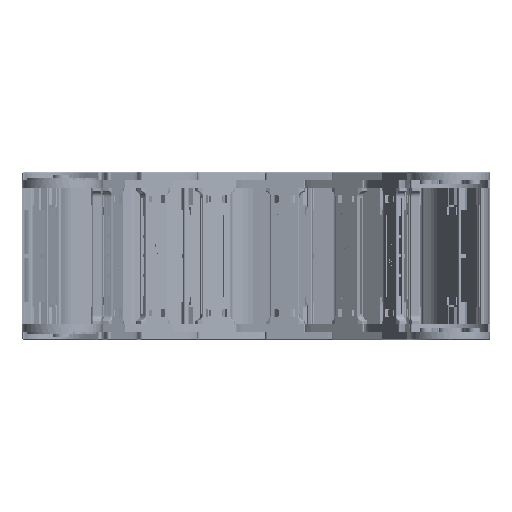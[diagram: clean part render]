
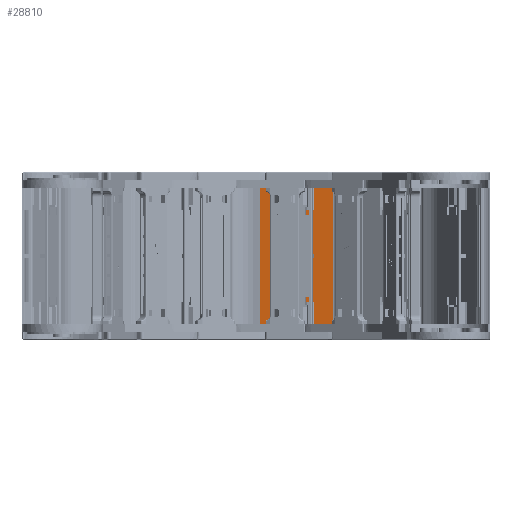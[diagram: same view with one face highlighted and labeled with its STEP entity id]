
A CAD part, left-side view. The second image highlights one B-rep face of the part: STEP entity #28810.
In plain terms, the highlighted face is planar.
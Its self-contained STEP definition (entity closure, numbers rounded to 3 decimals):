
#239 = EDGE_CURVE ( 'NONE', #21302, #30166, #31569, .T. ) ;
#927 = CARTESIAN_POINT ( 'NONE',  ( 4.49, -39.416, -117.805 ) ) ;
#965 = VECTOR ( 'NONE', #13977, 1000. ) ;
#1514 = DIRECTION ( 'NONE',  ( 0., 0., 1. ) ) ;
#1570 = DIRECTION ( 'NONE',  ( -1., 0., 0. ) ) ;
#2032 = VERTEX_POINT ( 'NONE', #19128 ) ;
#3239 = LINE ( 'NONE', #10979, #5225 ) ;
#3271 = ORIENTED_EDGE ( 'NONE', *, *, #40178, .T. ) ;
#3572 = ORIENTED_EDGE ( 'NONE', *, *, #10089, .T. ) ;
#4019 = VERTEX_POINT ( 'NONE', #15823 ) ;
#4570 = CARTESIAN_POINT ( 'NONE',  ( -33.072, -39.416, -235.455 ) ) ;
#4767 = CARTESIAN_POINT ( 'NONE',  ( 24.49, -39.416, -235.455 ) ) ;
#5015 = DIRECTION ( 'NONE',  ( 0., 0., 1. ) ) ;
#5225 = VECTOR ( 'NONE', #1570, 1000. ) ;
#5331 = EDGE_CURVE ( 'NONE', #6998, #33524, #31397, .T. ) ;
#5391 = VECTOR ( 'NONE', #20330, 1000. ) ;
#5657 = CARTESIAN_POINT ( 'NONE',  ( 18.49, -39.416, -95.055 ) ) ;
#5937 = LINE ( 'NONE', #29621, #965 ) ;
#6022 = ORIENTED_EDGE ( 'NONE', *, *, #26647, .T. ) ;
#6150 = VECTOR ( 'NONE', #33329, 1000. ) ;
#6197 = EDGE_LOOP ( 'NONE', ( #3271, #38674, #25392, #29396 ) ) ;
#6318 = CARTESIAN_POINT ( 'NONE',  ( -13.51, -39.416, -235.455 ) ) ;
#6508 = VERTEX_POINT ( 'NONE', #23498 ) ;
#6610 = VERTEX_POINT ( 'NONE', #5657 ) ;
#6935 = VERTEX_POINT ( 'NONE', #4570 ) ;
#6998 = VERTEX_POINT ( 'NONE', #29600 ) ;
#7006 = FACE_BOUND ( 'NONE', #6197, .T. ) ;
#7122 = DIRECTION ( 'NONE',  ( 0., 0., -1. ) ) ;
#7540 = DIRECTION ( 'NONE',  ( -1., 0., 0. ) ) ;
#7559 = EDGE_CURVE ( 'NONE', #9081, #4019, #33765, .T. ) ;
#8156 = CARTESIAN_POINT ( 'NONE',  ( 18.49, -39.416, -212.735 ) ) ;
#8157 = EDGE_CURVE ( 'NONE', #6508, #39391, #8956, .T. ) ;
#8956 = LINE ( 'NONE', #38426, #11453 ) ;
#9081 = VERTEX_POINT ( 'NONE', #20653 ) ;
#9241 = CARTESIAN_POINT ( 'NONE',  ( -12.51, -39.416, -166.82 ) ) ;
#9347 = ORIENTED_EDGE ( 'NONE', *, *, #13999, .T. ) ;
#9387 = EDGE_CURVE ( 'NONE', #21302, #38930, #5937, .T. ) ;
#9780 = ORIENTED_EDGE ( 'NONE', *, *, #39652, .F. ) ;
#10089 = EDGE_CURVE ( 'NONE', #2032, #6508, #23175, .T. ) ;
#10235 = DIRECTION ( 'NONE',  ( 0., 0., 1. ) ) ;
#10297 = CARTESIAN_POINT ( 'NONE',  ( 17.49, -39.416, -23.799 ) ) ;
#10427 = DIRECTION ( 'NONE',  ( 0., 0., -1. ) ) ;
#10979 = CARTESIAN_POINT ( 'NONE',  ( 24.49, -39.416, -95.055 ) ) ;
#11197 = CARTESIAN_POINT ( 'NONE',  ( 24.49, -39.416, -163.32 ) ) ;
#11453 = VECTOR ( 'NONE', #38697, 1000. ) ;
#11657 = ORIENTED_EDGE ( 'NONE', *, *, #35220, .T. ) ;
#12968 = EDGE_CURVE ( 'NONE', #38282, #4019, #37440, .T. ) ;
#12978 = VECTOR ( 'NONE', #29515, 1000. ) ;
#13080 = VECTOR ( 'NONE', #27169, 1000. ) ;
#13244 = VERTEX_POINT ( 'NONE', #28492 ) ;
#13567 = LINE ( 'NONE', #38941, #22001 ) ;
#13762 = LINE ( 'NONE', #35429, #21193 ) ;
#13977 = DIRECTION ( 'NONE',  ( 1., 0., 0. ) ) ;
#13985 = ORIENTED_EDGE ( 'NONE', *, *, #5331, .T. ) ;
#13999 = EDGE_CURVE ( 'NONE', #6935, #15706, #13762, .T. ) ;
#14055 = VERTEX_POINT ( 'NONE', #35845 ) ;
#14519 = CARTESIAN_POINT ( 'NONE',  ( -13.51, -39.416, -212.735 ) ) ;
#14687 = DIRECTION ( 'NONE',  ( 0., 0., -1. ) ) ;
#14851 = ORIENTED_EDGE ( 'NONE', *, *, #30287, .T. ) ;
#15706 = VERTEX_POINT ( 'NONE', #23247 ) ;
#15823 = CARTESIAN_POINT ( 'NONE',  ( 17.49, -39.416, -166.82 ) ) ;
#16346 = EDGE_CURVE ( 'NONE', #14055, #38282, #39364, .T. ) ;
#17019 = LINE ( 'NONE', #11197, #6150 ) ;
#17143 = CARTESIAN_POINT ( 'NONE',  ( 43.49, -39.416, -43.799 ) ) ;
#18191 = VECTOR ( 'NONE', #14687, 1000. ) ;
#18420 = LINE ( 'NONE', #23903, #21406 ) ;
#18538 = VECTOR ( 'NONE', #7122, 1000. ) ;
#18818 = AXIS2_PLACEMENT_3D ( 'NONE', #21526, #21255, #27759 ) ;
#19097 = VECTOR ( 'NONE', #30049, 1000. ) ;
#19128 = CARTESIAN_POINT ( 'NONE',  ( 43.49, -39.416, -95.055 ) ) ;
#20330 = DIRECTION ( 'NONE',  ( 0., 0., -1. ) ) ;
#20380 = ORIENTED_EDGE ( 'NONE', *, *, #8157, .T. ) ;
#20618 = CARTESIAN_POINT ( 'NONE',  ( 24.49, -39.416, -166.82 ) ) ;
#20653 = CARTESIAN_POINT ( 'NONE',  ( 17.49, -39.416, -163.32 ) ) ;
#20770 = CARTESIAN_POINT ( 'NONE',  ( 18.49, -39.416, -95.055 ) ) ;
#20827 = ORIENTED_EDGE ( 'NONE', *, *, #239, .T. ) ;
#21193 = VECTOR ( 'NONE', #10235, 1000. ) ;
#21255 = DIRECTION ( 'NONE',  ( 0., -1., 0. ) ) ;
#21302 = VERTEX_POINT ( 'NONE', #14519 ) ;
#21406 = VECTOR ( 'NONE', #1514, 1000. ) ;
#21512 = LINE ( 'NONE', #4767, #13080 ) ;
#21526 = CARTESIAN_POINT ( 'NONE',  ( 24.49, -39.416, -43.799 ) ) ;
#22001 = VECTOR ( 'NONE', #7540, 1000. ) ;
#23175 = LINE ( 'NONE', #17143, #5391 ) ;
#23247 = CARTESIAN_POINT ( 'NONE',  ( -33.072, -39.416, -95.055 ) ) ;
#23318 = DIRECTION ( 'NONE',  ( 1., 0., 0. ) ) ;
#23498 = CARTESIAN_POINT ( 'NONE',  ( 43.49, -39.416, -235.455 ) ) ;
#23799 = FACE_OUTER_BOUND ( 'NONE', #37599, .T. ) ;
#23903 = CARTESIAN_POINT ( 'NONE',  ( 18.49, -39.416, -210.735 ) ) ;
#24057 = CARTESIAN_POINT ( 'NONE',  ( -13.51, -39.416, -117.805 ) ) ;
#25314 = VECTOR ( 'NONE', #5015, 1000. ) ;
#25392 = ORIENTED_EDGE ( 'NONE', *, *, #12968, .T. ) ;
#25935 = CARTESIAN_POINT ( 'NONE',  ( -12.51, -39.416, -23.799 ) ) ;
#26477 = CARTESIAN_POINT ( 'NONE',  ( -13.51, -39.416, -119.805 ) ) ;
#26647 = EDGE_CURVE ( 'NONE', #30166, #6935, #21512, .T. ) ;
#27020 = EDGE_CURVE ( 'NONE', #6998, #15706, #13567, .T. ) ;
#27169 = DIRECTION ( 'NONE',  ( -1., 0., 0. ) ) ;
#27759 = DIRECTION ( 'NONE',  ( -1., 0., 0. ) ) ;
#28492 = CARTESIAN_POINT ( 'NONE',  ( 18.49, -39.416, -117.805 ) ) ;
#28810 = ADVANCED_FACE ( 'NONE', ( #23799, #7006 ), #37082, .F. ) ;
#29396 = ORIENTED_EDGE ( 'NONE', *, *, #7559, .F. ) ;
#29515 = DIRECTION ( 'NONE',  ( 0., 0., -1. ) ) ;
#29600 = CARTESIAN_POINT ( 'NONE',  ( -13.51, -39.416, -95.055 ) ) ;
#29621 = CARTESIAN_POINT ( 'NONE',  ( 24.49, -39.416, -212.735 ) ) ;
#30049 = DIRECTION ( 'NONE',  ( 1., 0., 0. ) ) ;
#30166 = VERTEX_POINT ( 'NONE', #6318 ) ;
#30287 = EDGE_CURVE ( 'NONE', #33524, #13244, #33181, .T. ) ;
#30907 = CARTESIAN_POINT ( 'NONE',  ( 18.49, -39.416, -235.455 ) ) ;
#31397 = LINE ( 'NONE', #26477, #35395 ) ;
#31569 = LINE ( 'NONE', #37406, #18191 ) ;
#31681 = ORIENTED_EDGE ( 'NONE', *, *, #9387, .F. ) ;
#33181 = LINE ( 'NONE', #927, #34183 ) ;
#33329 = DIRECTION ( 'NONE',  ( -1., 0., 0. ) ) ;
#33524 = VERTEX_POINT ( 'NONE', #24057 ) ;
#33725 = LINE ( 'NONE', #20770, #25314 ) ;
#33765 = LINE ( 'NONE', #10297, #12978 ) ;
#34183 = VECTOR ( 'NONE', #23318, 1000. ) ;
#35220 = EDGE_CURVE ( 'NONE', #13244, #6610, #33725, .T. ) ;
#35395 = VECTOR ( 'NONE', #10427, 1000. ) ;
#35429 = CARTESIAN_POINT ( 'NONE',  ( -33.072, -39.416, -43.799 ) ) ;
#35845 = CARTESIAN_POINT ( 'NONE',  ( -12.51, -39.416, -163.32 ) ) ;
#37031 = ORIENTED_EDGE ( 'NONE', *, *, #40917, .T. ) ;
#37082 = PLANE ( 'NONE',  #18818 ) ;
#37406 = CARTESIAN_POINT ( 'NONE',  ( -13.51, -39.416, -235.455 ) ) ;
#37440 = LINE ( 'NONE', #20618, #19097 ) ;
#37599 = EDGE_LOOP ( 'NONE', ( #3572, #20380, #37031, #31681, #20827, #6022, #9347, #37798, #13985, #14851, #11657, #9780 ) ) ;
#37798 = ORIENTED_EDGE ( 'NONE', *, *, #27020, .F. ) ;
#38282 = VERTEX_POINT ( 'NONE', #9241 ) ;
#38426 = CARTESIAN_POINT ( 'NONE',  ( 24.49, -39.416, -235.455 ) ) ;
#38674 = ORIENTED_EDGE ( 'NONE', *, *, #16346, .T. ) ;
#38697 = DIRECTION ( 'NONE',  ( -1., 0., 0. ) ) ;
#38930 = VERTEX_POINT ( 'NONE', #8156 ) ;
#38941 = CARTESIAN_POINT ( 'NONE',  ( 24.49, -39.416, -95.055 ) ) ;
#39364 = LINE ( 'NONE', #25935, #18538 ) ;
#39391 = VERTEX_POINT ( 'NONE', #30907 ) ;
#39652 = EDGE_CURVE ( 'NONE', #2032, #6610, #3239, .T. ) ;
#40178 = EDGE_CURVE ( 'NONE', #9081, #14055, #17019, .T. ) ;
#40917 = EDGE_CURVE ( 'NONE', #39391, #38930, #18420, .T. ) ;
